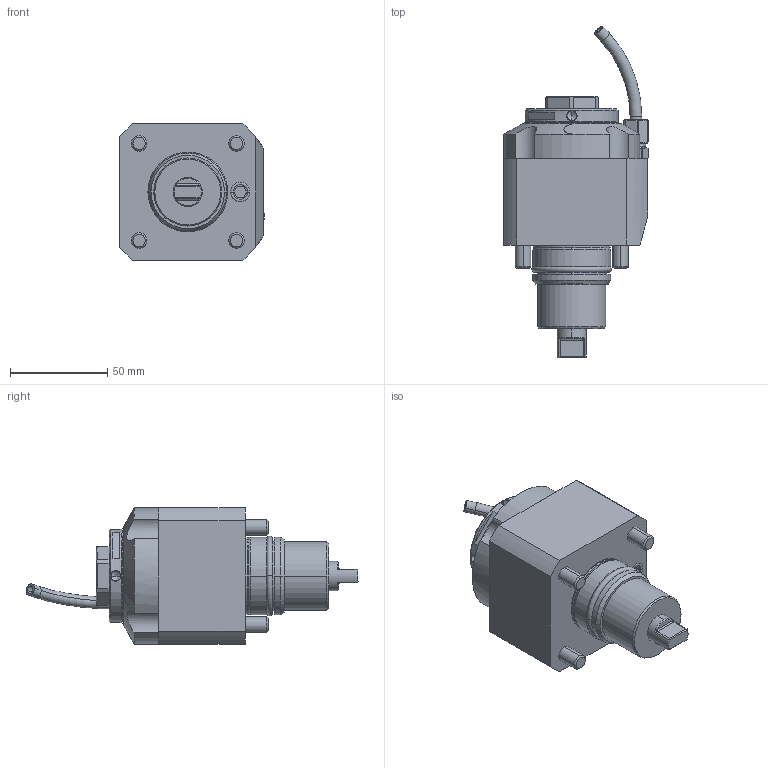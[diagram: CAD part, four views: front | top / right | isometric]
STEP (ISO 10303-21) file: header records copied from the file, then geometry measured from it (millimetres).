
FILE_DESCRIPTION((''),'2;1');
FILE_NAME('NGT2_40_105_25_1_BL','2022-08-30T',('vali'),('NOVA GRUP'),'PRO/ENGINEER BY PARAMETRIC TECHNOLOGY CORPORATION, 2010280','PRO/ENGINEER BY PARAMETRIC TECHNOLOGY CORPORATION, 2010280','');
FILE_SCHEMA(('CONFIG_CONTROL_DESIGN'));
Length unit declared in the file: millimetre
Products named in the file (1): NGT2_40_105_25_1_BL
Bounding box: 74.35 x 170.67 x 70 mm (x, y, z)
Volume: 346821.4 mm3; surface area: 39416.1 mm2
Topology: 1 solids, 1 shells, 236 faces, 575 edges, 353 vertices
Faces by surface type: cylinder 81, plane 75, cone 56, torus 16, bspline 8
Entity records: 8911 total; most frequent: CARTESIAN_POINT 3394, DIRECTION 1173, ORIENTED_EDGE 1134, EDGE_CURVE 567, AXIS2_PLACEMENT_3D 480, VERTEX_POINT 353, EDGE_LOOP 256, CIRCLE 252
